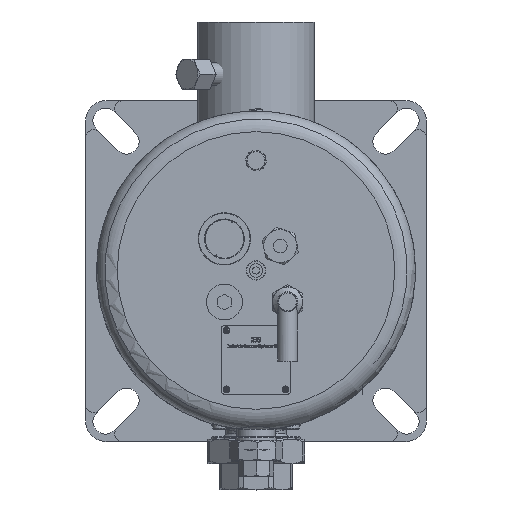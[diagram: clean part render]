
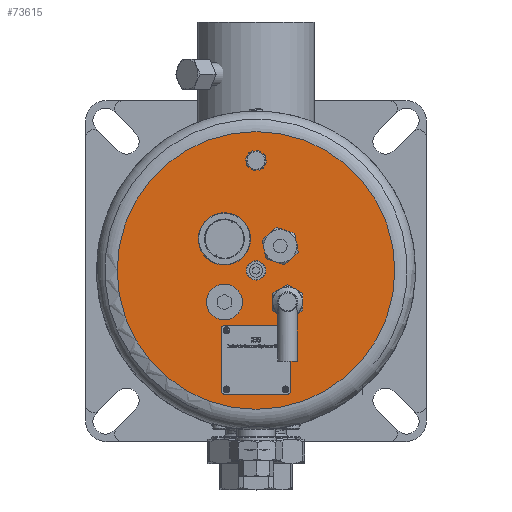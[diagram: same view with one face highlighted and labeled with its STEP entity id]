
A CAD part, top view. The second image highlights one B-rep face of the part: STEP entity #73615.
In plain terms, the highlighted planar face has unit normal (0, 0, 1).
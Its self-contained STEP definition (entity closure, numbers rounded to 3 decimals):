
#14886=FACE_OUTER_BOUND('',#19591,.T.);
#19591=EDGE_LOOP('',(#47278));
#24312=CIRCLE('',#78723,101.);
#27949=VERTEX_POINT('',#100026);
#35053=EDGE_CURVE('',#27949,#27949,#24312,.T.);
#47278=ORIENTED_EDGE('',*,*,#35053,.F.);
#67733=PLANE('',#78722);
#73615=ADVANCED_FACE('',(#14886),#67733,.F.);
#78722=AXIS2_PLACEMENT_3D('',#100025,#85358,#85359);
#78723=AXIS2_PLACEMENT_3D('',#100027,#85360,#85361);
#85358=DIRECTION('center_axis',(0.,0.,
-1.));
#85359=DIRECTION('ref_axis',(0.,1.,0.));
#85360=DIRECTION('center_axis',(0.,0.,
-1.));
#85361=DIRECTION('ref_axis',(0.,1.,0.));
#100025=CARTESIAN_POINT('Origin',(0.,0.,
249.));
#100026=CARTESIAN_POINT('',(0.,-101.,249.));
#100027=CARTESIAN_POINT('Origin',(0.,0.,
249.));
